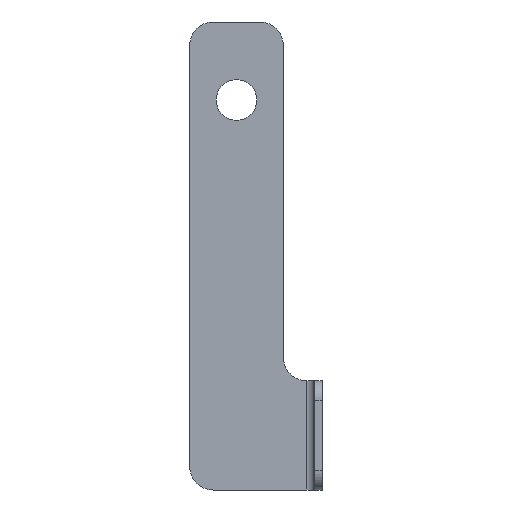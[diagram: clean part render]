
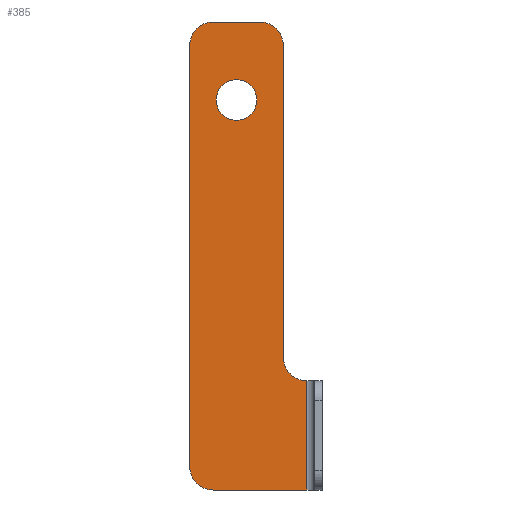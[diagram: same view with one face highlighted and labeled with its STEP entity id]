
A CAD part, front view. The second image highlights one B-rep face of the part: STEP entity #385.
In plain terms, the highlighted planar face has unit normal (0, -1, 0).
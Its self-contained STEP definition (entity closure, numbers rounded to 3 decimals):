
#2 = LINE ( 'NONE', #585, #334 ) ;
#5 = DIRECTION ( 'NONE',  ( 0., 0., -1. ) ) ;
#10 = LINE ( 'NONE', #345, #55 ) ;
#11 = VERTEX_POINT ( 'NONE', #457 ) ;
#15 = DIRECTION ( 'NONE',  ( 0., 0., -1. ) ) ;
#23 = DIRECTION ( 'NONE',  ( 0., 1., 0. ) ) ;
#28 = CIRCLE ( 'NONE', #601, 3. ) ;
#38 = CARTESIAN_POINT ( 'NONE',  ( 15., 0., -46. ) ) ;
#47 = VERTEX_POINT ( 'NONE', #628 ) ;
#50 = PLANE ( 'NONE',  #414 ) ;
#55 = VECTOR ( 'NONE', #750, 1000. ) ;
#59 = DIRECTION ( 'NONE',  ( 0., 0., 1. ) ) ;
#69 = EDGE_CURVE ( 'NONE', #742, #100, #217, .T. ) ;
#89 = ORIENTED_EDGE ( 'NONE', *, *, #90, .F. ) ;
#90 = EDGE_CURVE ( 'NONE', #550, #170, #703, .T. ) ;
#98 = ORIENTED_EDGE ( 'NONE', *, *, #635, .T. ) ;
#100 = VERTEX_POINT ( 'NONE', #481 ) ;
#101 = AXIS2_PLACEMENT_3D ( 'NONE', #530, #421, #59 ) ;
#115 = ORIENTED_EDGE ( 'NONE', *, *, #500, .F. ) ;
#135 = DIRECTION ( 'NONE',  ( 0., 1., 0. ) ) ;
#167 = CIRCLE ( 'NONE', #101, 2.6 ) ;
#170 = VERTEX_POINT ( 'NONE', #593 ) ;
#187 = VERTEX_POINT ( 'NONE', #716 ) ;
#190 = EDGE_CURVE ( 'NONE', #187, #550, #702, .T. ) ;
#197 = CARTESIAN_POINT ( 'NONE',  ( 0., 0., -60. ) ) ;
#199 = AXIS2_PLACEMENT_3D ( 'NONE', #436, #135, #320 ) ;
#205 = CARTESIAN_POINT ( 'NONE',  ( 6., 0., -12.6 ) ) ;
#217 = CIRCLE ( 'NONE', #686, 3. ) ;
#226 = ORIENTED_EDGE ( 'NONE', *, *, #535, .T. ) ;
#242 = DIRECTION ( 'NONE',  ( 0., 1., 0. ) ) ;
#243 = CARTESIAN_POINT ( 'NONE',  ( 0., 0., 0. ) ) ;
#246 = DIRECTION ( 'NONE',  ( 1., 0., 0. ) ) ;
#274 = CARTESIAN_POINT ( 'NONE',  ( 9., 0., 0. ) ) ;
#276 = CARTESIAN_POINT ( 'NONE',  ( 0., 0., -3. ) ) ;
#280 = ORIENTED_EDGE ( 'NONE', *, *, #489, .F. ) ;
#286 = FACE_BOUND ( 'NONE', #472, .T. ) ;
#291 = CARTESIAN_POINT ( 'NONE',  ( 0., 0., 0. ) ) ;
#292 = LINE ( 'NONE', #243, #491 ) ;
#305 = CARTESIAN_POINT ( 'NONE',  ( 15., 0., -43. ) ) ;
#314 = DIRECTION ( 'NONE',  ( -1., 0., 0. ) ) ;
#316 = ORIENTED_EDGE ( 'NONE', *, *, #423, .F. ) ;
#320 = DIRECTION ( 'NONE',  ( 0., 0., -1. ) ) ;
#326 = EDGE_LOOP ( 'NONE', ( #518, #280, #226, #338, #464, #115, #679, #316, #89 ) ) ;
#334 = VECTOR ( 'NONE', #478, 1000. ) ;
#338 = ORIENTED_EDGE ( 'NONE', *, *, #531, .F. ) ;
#340 = EDGE_CURVE ( 'NONE', #723, #11, #379, .T. ) ;
#345 = CARTESIAN_POINT ( 'NONE',  ( 0., 0., 0. ) ) ;
#352 = DIRECTION ( 'NONE',  ( 0., -1., 0. ) ) ;
#359 = CARTESIAN_POINT ( 'NONE',  ( 15., 0., 0. ) ) ;
#379 = CIRCLE ( 'NONE', #658, 3. ) ;
#385 = ADVANCED_FACE ( 'NONE', ( #426, #286 ), #50, .T. ) ;
#406 = CARTESIAN_POINT ( 'NONE',  ( 9., 0., -3. ) ) ;
#409 = VECTOR ( 'NONE', #15, 1000. ) ;
#414 = AXIS2_PLACEMENT_3D ( 'NONE', #291, #352, #515 ) ;
#421 = DIRECTION ( 'NONE',  ( 0., 1., 0. ) ) ;
#423 = EDGE_CURVE ( 'NONE', #170, #742, #10, .T. ) ;
#426 = FACE_OUTER_BOUND ( 'NONE', #326, .T. ) ;
#427 = ORIENTED_EDGE ( 'NONE', *, *, #458, .T. ) ;
#435 = CIRCLE ( 'NONE', #619, 2.6 ) ;
#436 = CARTESIAN_POINT ( 'NONE',  ( 3., 0., -57. ) ) ;
#446 = LINE ( 'NONE', #359, #409 ) ;
#457 = CARTESIAN_POINT ( 'NONE',  ( 12., 0., -3. ) ) ;
#458 = EDGE_CURVE ( 'NONE', #623, #613, #167, .T. ) ;
#464 = ORIENTED_EDGE ( 'NONE', *, *, #340, .F. ) ;
#472 = EDGE_LOOP ( 'NONE', ( #98, #427 ) ) ;
#478 = DIRECTION ( 'NONE',  ( 0., 0., -1. ) ) ;
#481 = CARTESIAN_POINT ( 'NONE',  ( 3., 0., 0. ) ) ;
#489 = EDGE_CURVE ( 'NONE', #741, #187, #446, .T. ) ;
#491 = VECTOR ( 'NONE', #246, 1000. ) ;
#500 = EDGE_CURVE ( 'NONE', #100, #723, #292, .T. ) ;
#515 = DIRECTION ( 'NONE',  ( 0., 0., -1. ) ) ;
#518 = ORIENTED_EDGE ( 'NONE', *, *, #190, .F. ) ;
#530 = CARTESIAN_POINT ( 'NONE',  ( 6., 0., -10. ) ) ;
#531 = EDGE_CURVE ( 'NONE', #11, #47, #2, .T. ) ;
#535 = EDGE_CURVE ( 'NONE', #741, #47, #28, .T. ) ;
#547 = VECTOR ( 'NONE', #314, 1000. ) ;
#550 = VERTEX_POINT ( 'NONE', #701 ) ;
#551 = DIRECTION ( 'NONE',  ( 0., 0., 1. ) ) ;
#576 = DIRECTION ( 'NONE',  ( 0., 0., -1. ) ) ;
#583 = CARTESIAN_POINT ( 'NONE',  ( 3., 0., -3. ) ) ;
#585 = CARTESIAN_POINT ( 'NONE',  ( 12., 0., 0. ) ) ;
#593 = CARTESIAN_POINT ( 'NONE',  ( 0., 0., -57. ) ) ;
#599 = CARTESIAN_POINT ( 'NONE',  ( 6., 0., -10. ) ) ;
#601 = AXIS2_PLACEMENT_3D ( 'NONE', #305, #713, #5 ) ;
#604 = CARTESIAN_POINT ( 'NONE',  ( 6., 0., -7.4 ) ) ;
#613 = VERTEX_POINT ( 'NONE', #205 ) ;
#619 = AXIS2_PLACEMENT_3D ( 'NONE', #599, #23, #551 ) ;
#623 = VERTEX_POINT ( 'NONE', #604 ) ;
#628 = CARTESIAN_POINT ( 'NONE',  ( 12., 0., -43. ) ) ;
#635 = EDGE_CURVE ( 'NONE', #613, #623, #435, .T. ) ;
#658 = AXIS2_PLACEMENT_3D ( 'NONE', #406, #697, #576 ) ;
#679 = ORIENTED_EDGE ( 'NONE', *, *, #69, .F. ) ;
#686 = AXIS2_PLACEMENT_3D ( 'NONE', #583, #242, #707 ) ;
#697 = DIRECTION ( 'NONE',  ( 0., 1., 0. ) ) ;
#701 = CARTESIAN_POINT ( 'NONE',  ( 3., 0., -60. ) ) ;
#702 = LINE ( 'NONE', #197, #547 ) ;
#703 = CIRCLE ( 'NONE', #199, 3. ) ;
#707 = DIRECTION ( 'NONE',  ( 0., 0., -1. ) ) ;
#713 = DIRECTION ( 'NONE',  ( 0., 1., 0. ) ) ;
#716 = CARTESIAN_POINT ( 'NONE',  ( 15., 0., -60. ) ) ;
#723 = VERTEX_POINT ( 'NONE', #274 ) ;
#741 = VERTEX_POINT ( 'NONE', #38 ) ;
#742 = VERTEX_POINT ( 'NONE', #276 ) ;
#750 = DIRECTION ( 'NONE',  ( 0., 0., 1. ) ) ;
